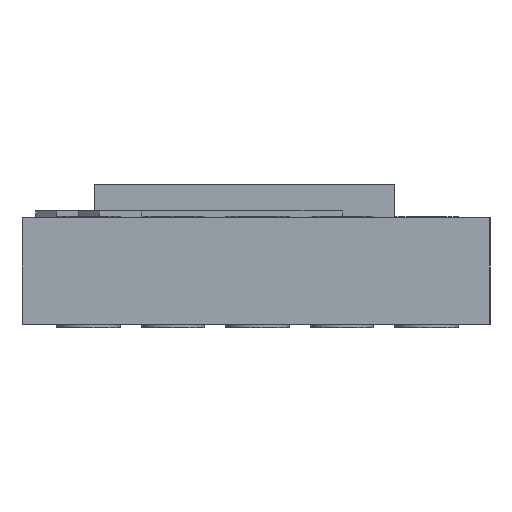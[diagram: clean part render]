
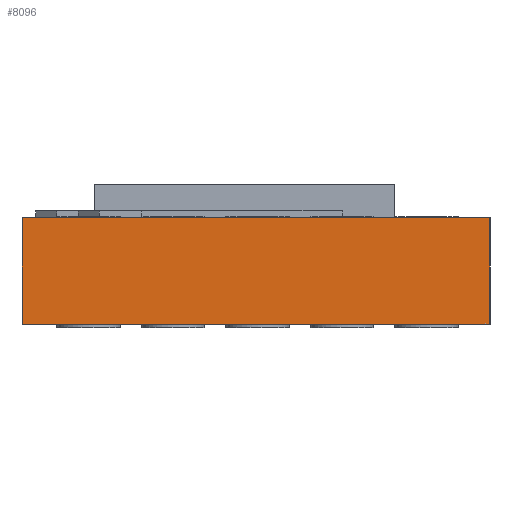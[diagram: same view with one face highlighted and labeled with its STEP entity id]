
A CAD part, left-side view. The second image highlights one B-rep face of the part: STEP entity #8096.
In plain terms, the highlighted planar face has unit normal (-1, 0, 0).
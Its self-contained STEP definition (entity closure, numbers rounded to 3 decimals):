
#7833 = EDGE_CURVE('',#7834,#7836,#7838,.T.);
#7834 = VERTEX_POINT('',#7835);
#7835 = CARTESIAN_POINT('',(0.,0.,0.));
#7836 = VERTEX_POINT('',#7837);
#7837 = CARTESIAN_POINT('',(0.,0.,1.6));
#7838 = SURFACE_CURVE('',#7839,(#7843,#7855),.PCURVE_S1.);
#7839 = LINE('',#7840,#7841);
#7840 = CARTESIAN_POINT('',(0.,0.,0.));
#7841 = VECTOR('',#7842,1.);
#7842 = DIRECTION('',(0.,0.,1.));
#7843 = PCURVE('',#7844,#7849);
#7844 = PLANE('',#7845);
#7845 = AXIS2_PLACEMENT_3D('',#7846,#7847,#7848);
#7846 = CARTESIAN_POINT('',(0.,0.,0.));
#7847 = DIRECTION('',(0.,1.,0.));
#7848 = DIRECTION('',(1.,0.,0.));
#7849 = DEFINITIONAL_REPRESENTATION('',(#7850),#7854);
#7850 = LINE('',#7851,#7852);
#7851 = CARTESIAN_POINT('',(0.,0.));
#7852 = VECTOR('',#7853,1.);
#7853 = DIRECTION('',(0.,-1.));
#7854 = ( GEOMETRIC_REPRESENTATION_CONTEXT(2) 
PARAMETRIC_REPRESENTATION_CONTEXT() REPRESENTATION_CONTEXT('2D SPACE',''
  ) );
#7855 = PCURVE('',#7856,#7861);
#7856 = PLANE('',#7857);
#7857 = AXIS2_PLACEMENT_3D('',#7858,#7859,#7860);
#7858 = CARTESIAN_POINT('',(0.,7.,0.));
#7859 = DIRECTION('',(1.,0.,-0.));
#7860 = DIRECTION('',(0.,-1.,0.));
#7861 = DEFINITIONAL_REPRESENTATION('',(#7862),#7866);
#7862 = LINE('',#7863,#7864);
#7863 = CARTESIAN_POINT('',(7.,0.));
#7864 = VECTOR('',#7865,1.);
#7865 = DIRECTION('',(0.,-1.));
#7866 = ( GEOMETRIC_REPRESENTATION_CONTEXT(2) 
PARAMETRIC_REPRESENTATION_CONTEXT() REPRESENTATION_CONTEXT('2D SPACE',''
  ) );
#7884 = PLANE('',#7885);
#7885 = AXIS2_PLACEMENT_3D('',#7886,#7887,#7888);
#7886 = CARTESIAN_POINT('',(16.121,3.498,1.6));
#7887 = DIRECTION('',(0.,0.,1.));
#7888 = DIRECTION('',(1.,0.,-0.));
#7938 = PLANE('',#7939);
#7939 = AXIS2_PLACEMENT_3D('',#7940,#7941,#7942);
#7940 = CARTESIAN_POINT('',(16.121,3.498,0.));
#7941 = DIRECTION('',(0.,0.,1.));
#7942 = DIRECTION('',(1.,0.,-0.));
#7993 = PLANE('',#7994);
#7994 = AXIS2_PLACEMENT_3D('',#7995,#7996,#7997);
#7995 = CARTESIAN_POINT('',(35.,7.,0.));
#7996 = DIRECTION('',(0.,-1.,0.));
#7997 = DIRECTION('',(-1.,0.,0.));
#8031 = VERTEX_POINT('',#8032);
#8032 = CARTESIAN_POINT('',(0.,7.,1.6));
#8053 = EDGE_CURVE('',#8054,#8031,#8056,.T.);
#8054 = VERTEX_POINT('',#8055);
#8055 = CARTESIAN_POINT('',(0.,7.,0.));
#8056 = SURFACE_CURVE('',#8057,(#8061,#8068),.PCURVE_S1.);
#8057 = LINE('',#8058,#8059);
#8058 = CARTESIAN_POINT('',(0.,7.,0.));
#8059 = VECTOR('',#8060,1.);
#8060 = DIRECTION('',(0.,0.,1.));
#8061 = PCURVE('',#7993,#8062);
#8062 = DEFINITIONAL_REPRESENTATION('',(#8063),#8067);
#8063 = LINE('',#8064,#8065);
#8064 = CARTESIAN_POINT('',(35.,0.));
#8065 = VECTOR('',#8066,1.);
#8066 = DIRECTION('',(0.,-1.));
#8067 = ( GEOMETRIC_REPRESENTATION_CONTEXT(2) 
PARAMETRIC_REPRESENTATION_CONTEXT() REPRESENTATION_CONTEXT('2D SPACE',''
  ) );
#8068 = PCURVE('',#7856,#8069);
#8069 = DEFINITIONAL_REPRESENTATION('',(#8070),#8074);
#8070 = LINE('',#8071,#8072);
#8071 = CARTESIAN_POINT('',(0.,0.));
#8072 = VECTOR('',#8073,1.);
#8073 = DIRECTION('',(0.,-1.));
#8074 = ( GEOMETRIC_REPRESENTATION_CONTEXT(2) 
PARAMETRIC_REPRESENTATION_CONTEXT() REPRESENTATION_CONTEXT('2D SPACE',''
  ) );
#8096 = ADVANCED_FACE('',(#8097),#7856,.F.);
#8097 = FACE_BOUND('',#8098,.F.);
#8098 = EDGE_LOOP('',(#8099,#8100,#8121,#8122));
#8099 = ORIENTED_EDGE('',*,*,#8053,.T.);
#8100 = ORIENTED_EDGE('',*,*,#8101,.T.);
#8101 = EDGE_CURVE('',#8031,#7836,#8102,.T.);
#8102 = SURFACE_CURVE('',#8103,(#8107,#8114),.PCURVE_S1.);
#8103 = LINE('',#8104,#8105);
#8104 = CARTESIAN_POINT('',(0.,7.,1.6));
#8105 = VECTOR('',#8106,1.);
#8106 = DIRECTION('',(0.,-1.,0.));
#8107 = PCURVE('',#7856,#8108);
#8108 = DEFINITIONAL_REPRESENTATION('',(#8109),#8113);
#8109 = LINE('',#8110,#8111);
#8110 = CARTESIAN_POINT('',(0.,-1.6));
#8111 = VECTOR('',#8112,1.);
#8112 = DIRECTION('',(1.,0.));
#8113 = ( GEOMETRIC_REPRESENTATION_CONTEXT(2) 
PARAMETRIC_REPRESENTATION_CONTEXT() REPRESENTATION_CONTEXT('2D SPACE',''
  ) );
#8114 = PCURVE('',#7884,#8115);
#8115 = DEFINITIONAL_REPRESENTATION('',(#8116),#8120);
#8116 = LINE('',#8117,#8118);
#8117 = CARTESIAN_POINT('',(-16.121,3.502));
#8118 = VECTOR('',#8119,1.);
#8119 = DIRECTION('',(0.,-1.));
#8120 = ( GEOMETRIC_REPRESENTATION_CONTEXT(2) 
PARAMETRIC_REPRESENTATION_CONTEXT() REPRESENTATION_CONTEXT('2D SPACE',''
  ) );
#8121 = ORIENTED_EDGE('',*,*,#7833,.F.);
#8122 = ORIENTED_EDGE('',*,*,#8123,.F.);
#8123 = EDGE_CURVE('',#8054,#7834,#8124,.T.);
#8124 = SURFACE_CURVE('',#8125,(#8129,#8136),.PCURVE_S1.);
#8125 = LINE('',#8126,#8127);
#8126 = CARTESIAN_POINT('',(0.,7.,0.));
#8127 = VECTOR('',#8128,1.);
#8128 = DIRECTION('',(0.,-1.,0.));
#8129 = PCURVE('',#7856,#8130);
#8130 = DEFINITIONAL_REPRESENTATION('',(#8131),#8135);
#8131 = LINE('',#8132,#8133);
#8132 = CARTESIAN_POINT('',(0.,0.));
#8133 = VECTOR('',#8134,1.);
#8134 = DIRECTION('',(1.,0.));
#8135 = ( GEOMETRIC_REPRESENTATION_CONTEXT(2) 
PARAMETRIC_REPRESENTATION_CONTEXT() REPRESENTATION_CONTEXT('2D SPACE',''
  ) );
#8136 = PCURVE('',#7938,#8137);
#8137 = DEFINITIONAL_REPRESENTATION('',(#8138),#8142);
#8138 = LINE('',#8139,#8140);
#8139 = CARTESIAN_POINT('',(-16.121,3.502));
#8140 = VECTOR('',#8141,1.);
#8141 = DIRECTION('',(0.,-1.));
#8142 = ( GEOMETRIC_REPRESENTATION_CONTEXT(2) 
PARAMETRIC_REPRESENTATION_CONTEXT() REPRESENTATION_CONTEXT('2D SPACE',''
  ) );
